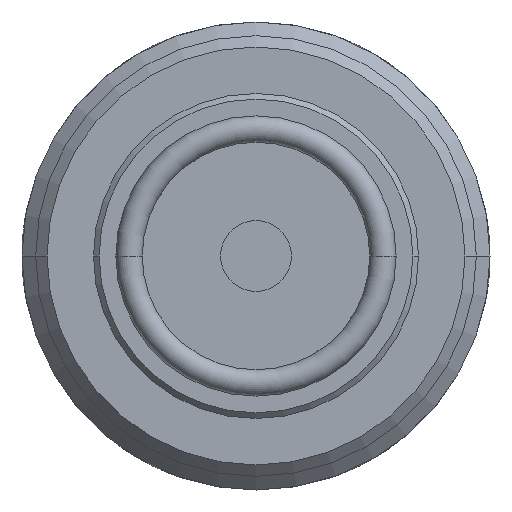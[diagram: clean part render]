
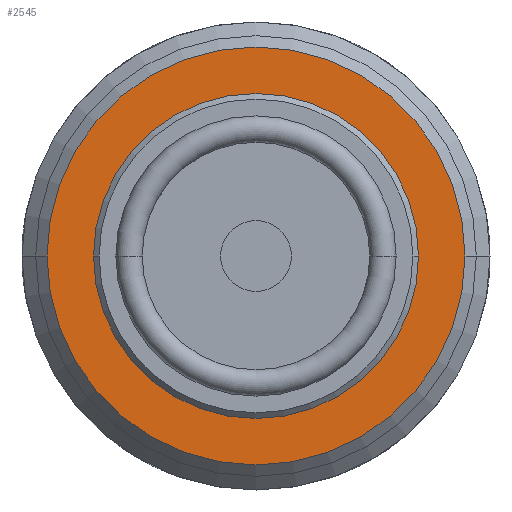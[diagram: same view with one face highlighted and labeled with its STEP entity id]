
A CAD part, front view. The second image highlights one B-rep face of the part: STEP entity #2545.
In plain terms, the highlighted planar face has unit normal (0, -1, 0).
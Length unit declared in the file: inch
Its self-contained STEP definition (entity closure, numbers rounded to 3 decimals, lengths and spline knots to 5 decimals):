
#1085=CARTESIAN_POINT('',(0.,0.015,0.));
#1086=DIRECTION('',(0.,1.,0.));
#1087=DIRECTION('',(1.,0.,0.));
#1088=AXIS2_PLACEMENT_3D('',#1085,#1086,#1087);
#1094=CARTESIAN_POINT('',(0.,0.015,0.));
#1095=DIRECTION('',(0.,-1.,0.));
#1096=DIRECTION('',(1.,0.,0.));
#1097=AXIS2_PLACEMENT_3D('',#1094,#1095,#1096);
#1103=CARTESIAN_POINT('',(0.,0.015,0.));
#1104=DIRECTION('',(0.,-1.,0.));
#1105=DIRECTION('',(1.,0.,0.));
#1106=AXIS2_PLACEMENT_3D('',#1103,#1104,#1105);
#1108=CARTESIAN_POINT('',(0.,0.015,0.));
#1109=DIRECTION('',(0.,1.,0.));
#1110=DIRECTION('',(1.,0.,0.));
#1111=AXIS2_PLACEMENT_3D('',#1108,#1109,#1110);
#1298=CARTESIAN_POINT('',(0.432,0.015,0.));
#1300=VERTEX_POINT('',#1298);
#1301=CARTESIAN_POINT('',(0.5555,0.015,0.));
#1303=VERTEX_POINT('',#1301);
#1312=CARTESIAN_POINT('',(-0.432,0.015,0.));
#1314=VERTEX_POINT('',#1312);
#1315=CARTESIAN_POINT('',(-0.5555,0.015,0.));
#1317=VERTEX_POINT('',#1315);
#2530=CARTESIAN_POINT('',(0.,0.015,0.));
#2531=DIRECTION('',(0.,1.,0.));
#2532=DIRECTION('',(1.,0.,0.));
#2533=AXIS2_PLACEMENT_3D('',#2530,#2531,#2532);
#2534=PLANE('',#2533);
#2535=ORIENTED_EDGE('',*,*,#2512,.T.);
#2536=ORIENTED_EDGE('',*,*,#2523,.F.);
#2537=EDGE_LOOP('',(#2535,#2536));
#2538=FACE_OUTER_BOUND('',#2537,.F.);
#2540=ORIENTED_EDGE('',*,*,#2539,.T.);
#2542=ORIENTED_EDGE('',*,*,#2541,.F.);
#2543=EDGE_LOOP('',(#2540,#2542));
#2544=FACE_BOUND('',#2543,.F.);
#2545=ADVANCED_FACE('',(#2538,#2544),#2534,.F.);
#1089=CIRCLE('',#1088,0.5555);
#1098=CIRCLE('',#1097,0.5555);
#1107=CIRCLE('',#1106,0.432);
#1112=CIRCLE('',#1111,0.432);
#2512=EDGE_CURVE('',#1303,#1317,#1089,.T.);
#2523=EDGE_CURVE('',#1303,#1317,#1098,.T.);
#2539=EDGE_CURVE('',#1300,#1314,#1107,.T.);
#2541=EDGE_CURVE('',#1300,#1314,#1112,.T.);
